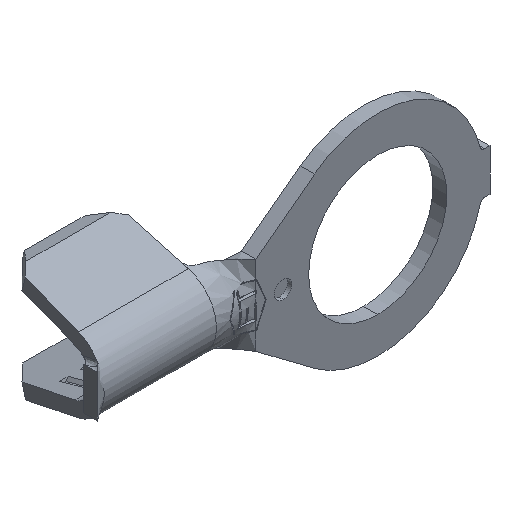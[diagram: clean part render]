
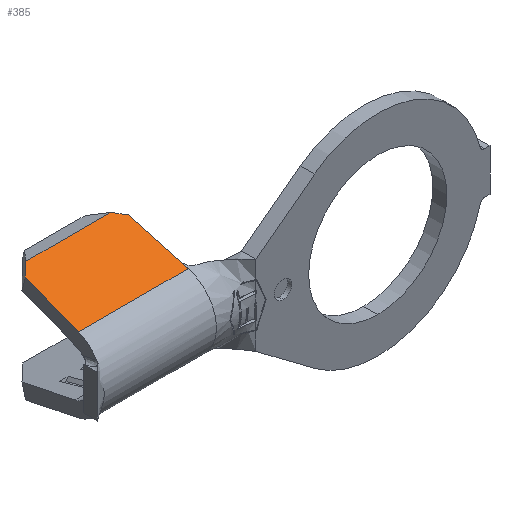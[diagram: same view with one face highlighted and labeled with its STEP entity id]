
A CAD part, isometric view. The second image highlights one B-rep face of the part: STEP entity #385.
In plain terms, the highlighted planar face has unit normal (0, -0.266, 0.964).
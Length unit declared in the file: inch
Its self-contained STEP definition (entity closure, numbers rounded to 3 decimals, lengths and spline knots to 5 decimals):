
#4 = ORIENTED_EDGE ( 'NONE', *, *, #192, .F. ) ;
#141 = DIRECTION ( 'NONE',  ( 0., 0.964, 0.266 ) ) ;
#192 = EDGE_CURVE ( 'NONE', #391, #2999, #2315, .T. ) ;
#223 = DIRECTION ( 'NONE',  ( -0.707, -0.681, -0.188 ) ) ;
#249 = EDGE_CURVE ( 'NONE', #1068, #2999, #2208, .T. ) ;
#321 = CARTESIAN_POINT ( 'NONE',  ( -0.42754, 0.07654, 0.06302 ) ) ;
#385 = ADVANCED_FACE ( 'NONE', ( #2364 ), #2915, .T. ) ;
#391 = VERTEX_POINT ( 'NONE', #3583 ) ;
#428 = EDGE_CURVE ( 'NONE', #2699, #2110, #4088, .T. ) ;
#439 = CARTESIAN_POINT ( 'NONE',  ( -0.23, 0.05287, 0.05647 ) ) ;
#460 = EDGE_CURVE ( 'NONE', #3161, #3869, #2151, .T. ) ;
#520 = EDGE_CURVE ( 'NONE', #1068, #3869, #1045, .T. ) ;
#577 = DIRECTION ( 'NONE',  ( 0.084, 0.96, 0.265 ) ) ;
#587 = CARTESIAN_POINT ( 'NONE',  ( -0.3865, 0.04006, 0.05293 ) ) ;
#648 = CARTESIAN_POINT ( 'NONE',  ( -0.23, 0.04035, 0.05301 ) ) ;
#932 = VECTOR ( 'NONE', #3996, 39.37008 ) ;
#1045 = LINE ( 'NONE', #3130, #3617 ) ;
#1060 = CARTESIAN_POINT ( 'NONE',  ( -0.24268, 0.13798, 0.08 ) ) ;
#1068 = VERTEX_POINT ( 'NONE', #4337 ) ;
#1147 = EDGE_CURVE ( 'NONE', #391, #4011, #1205, .T. ) ;
#1205 = LINE ( 'NONE', #4196, #1986 ) ;
#1219 = VECTOR ( 'NONE', #141, 39.37008 ) ;
#1430 = VECTOR ( 'NONE', #577, 39.37008 ) ;
#1459 = CARTESIAN_POINT ( 'NONE',  ( -0.23, 0.05284, 0.05647 ) ) ;
#1505 = CARTESIAN_POINT ( 'NONE',  ( -0.23, 0.04035, 0.05301 ) ) ;
#1506 = CARTESIAN_POINT ( 'NONE',  ( -0.26569, 0.16016, 0.08613 ) ) ;
#1578 = DIRECTION ( 'NONE',  ( -0.707, 0.682, 0.188 ) ) ;
#1783 = ORIENTED_EDGE ( 'NONE', *, *, #3078, .F. ) ;
#1841 = CARTESIAN_POINT ( 'NONE',  ( -0.23, 0.05286, 0.05647 ) ) ;
#1885 = ORIENTED_EDGE ( 'NONE', *, *, #460, .T. ) ;
#1986 = VECTOR ( 'NONE', #3461, 39.37008 ) ;
#2104 = VECTOR ( 'NONE', #223, 39.37008 ) ;
#2110 = VERTEX_POINT ( 'NONE', #439 ) ;
#2151 = LINE ( 'NONE', #1506, #3039 ) ;
#2174 = ORIENTED_EDGE ( 'NONE', *, *, #2265, .T. ) ;
#2205 = DIRECTION ( 'NONE',  ( 0., -0.964, -0.266 ) ) ;
#2208 = LINE ( 'NONE', #321, #2104 ) ;
#2213 = EDGE_LOOP ( 'NONE', ( #1783, #1885, #3999, #2440, #4, #2957, #2174, #2932 ) ) ;
#2265 = EDGE_CURVE ( 'NONE', #4011, #2699, #2998, .T. ) ;
#2315 = LINE ( 'NONE', #587, #1430 ) ;
#2364 = FACE_OUTER_BOUND ( 'NONE', #2213, .T. ) ;
#2440 = ORIENTED_EDGE ( 'NONE', *, *, #249, .T. ) ;
#2492 = CARTESIAN_POINT ( 'NONE',  ( -0.23, 0.12576, 0.07662 ) ) ;
#2521 = DIRECTION ( 'NONE',  ( 0., -0.266, 0.964 ) ) ;
#2591 = CARTESIAN_POINT ( 'NONE',  ( -0.39, 0.04035, 0.05301 ) ) ;
#2699 = VERTEX_POINT ( 'NONE', #1459 ) ;
#2915 = PLANE ( 'NONE',  #3510 ) ;
#2932 = ORIENTED_EDGE ( 'NONE', *, *, #428, .T. ) ;
#2957 = ORIENTED_EDGE ( 'NONE', *, *, #1147, .T. ) ;
#2998 = LINE ( 'NONE', #4168, #1219 ) ;
#2999 = VERTEX_POINT ( 'NONE', #4279 ) ;
#3039 = VECTOR ( 'NONE', #1578, 39.37008 ) ;
#3058 = DIRECTION ( 'NONE',  ( 1., 0., 0. ) ) ;
#3078 = EDGE_CURVE ( 'NONE', #3161, #2110, #3830, .T. ) ;
#3130 = CARTESIAN_POINT ( 'NONE',  ( -0.39, 0.13798, 0.08 ) ) ;
#3161 = VERTEX_POINT ( 'NONE', #2492 ) ;
#3219 = CARTESIAN_POINT ( 'NONE',  ( -0.23, 0.05287, 0.05647 ) ) ;
#3461 = DIRECTION ( 'NONE',  ( 1., 0., 0. ) ) ;
#3510 = AXIS2_PLACEMENT_3D ( 'NONE', #2591, #2521, #2205 ) ;
#3583 = CARTESIAN_POINT ( 'NONE',  ( -0.38647, 0.04035, 0.05301 ) ) ;
#3617 = VECTOR ( 'NONE', #3058, 39.37008 ) ;
#3830 = LINE ( 'NONE', #648, #932 ) ;
#3869 = VERTEX_POINT ( 'NONE', #1060 ) ;
#3912 = CARTESIAN_POINT ( 'NONE',  ( -0.23, 0.05284, 0.05647 ) ) ;
#3996 = DIRECTION ( 'NONE',  ( 0., -0.964, -0.266 ) ) ;
#3999 = ORIENTED_EDGE ( 'NONE', *, *, #520, .F. ) ;
#4011 = VERTEX_POINT ( 'NONE', #1505 ) ;
#4088 = B_SPLINE_CURVE_WITH_KNOTS ( 'NONE', 3,
 ( #3912, #4187, #1841, #3219 ),
 .UNSPECIFIED., .F., .F.,
 ( 4, 4 ),
 ( 0., 0. ),
 .UNSPECIFIED. ) ;
#4168 = CARTESIAN_POINT ( 'NONE',  ( -0.23, 0.04035, 0.05301 ) ) ;
#4187 = CARTESIAN_POINT ( 'NONE',  ( -0.23, 0.05285, 0.05647 ) ) ;
#4196 = CARTESIAN_POINT ( 'NONE',  ( -0.39, 0.04035, 0.05301 ) ) ;
#4279 = CARTESIAN_POINT ( 'NONE',  ( -0.37923, 0.12309, 0.07589 ) ) ;
#4337 = CARTESIAN_POINT ( 'NONE',  ( -0.36379, 0.13798, 0.08 ) ) ;
